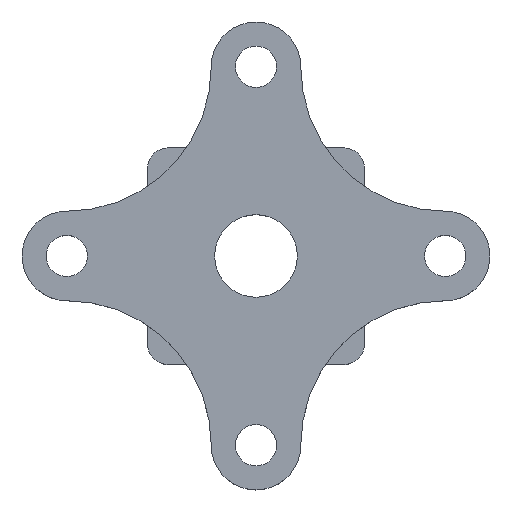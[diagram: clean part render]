
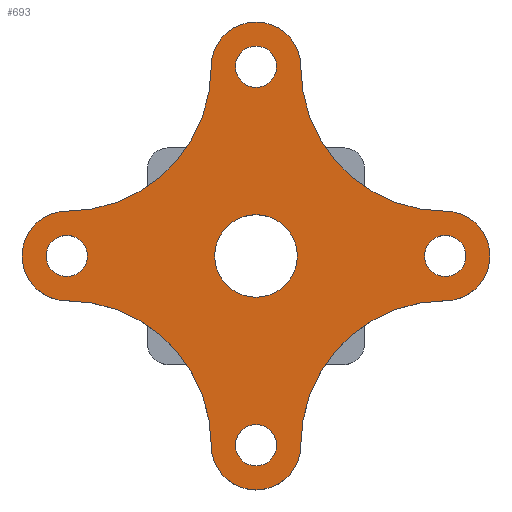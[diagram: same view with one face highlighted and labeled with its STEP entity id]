
A CAD part, top view. The second image highlights one B-rep face of the part: STEP entity #693.
In plain terms, the highlighted planar face has unit normal (0, 0, 1).
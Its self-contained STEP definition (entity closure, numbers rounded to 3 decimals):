
#55=FACE_BOUND('',#152,.T.);
#56=FACE_BOUND('',#153,.T.);
#57=FACE_BOUND('',#154,.T.);
#58=FACE_BOUND('',#155,.T.);
#59=FACE_BOUND('',#156,.T.);
#101=FACE_OUTER_BOUND('',#151,.T.);
#151=EDGE_LOOP('',(#619,#620,#621,#622,#623,#624,#625,#626));
#152=EDGE_LOOP('',(#627));
#153=EDGE_LOOP('',(#628));
#154=EDGE_LOOP('',(#629));
#155=EDGE_LOOP('',(#630));
#156=EDGE_LOOP('',(#631));
#197=CIRCLE('',#767,42.);
#199=CIRCLE('',#770,13.);
#201=CIRCLE('',#773,42.);
#203=CIRCLE('',#776,13.);
#205=CIRCLE('',#779,42.);
#207=CIRCLE('',#782,13.);
#209=CIRCLE('',#785,42.);
#210=CIRCLE('',#787,6.);
#212=CIRCLE('',#790,6.);
#214=CIRCLE('',#793,6.);
#216=CIRCLE('',#796,6.);
#219=CIRCLE('',#800,13.);
#220=CIRCLE('',#802,12.);
#334=VERTEX_POINT('',#1166);
#335=VERTEX_POINT('',#1168);
#337=VERTEX_POINT('',#1174);
#339=VERTEX_POINT('',#1180);
#341=VERTEX_POINT('',#1186);
#343=VERTEX_POINT('',#1192);
#345=VERTEX_POINT('',#1198);
#347=VERTEX_POINT('',#1204);
#348=VERTEX_POINT('',#1208);
#350=VERTEX_POINT('',#1214);
#352=VERTEX_POINT('',#1220);
#354=VERTEX_POINT('',#1226);
#356=VERTEX_POINT('',#1235);
#417=EDGE_CURVE('',#334,#335,#197,.T.);
#421=EDGE_CURVE('',#334,#337,#199,.T.);
#424=EDGE_CURVE('',#339,#337,#201,.T.);
#427=EDGE_CURVE('',#339,#341,#203,.T.);
#430=EDGE_CURVE('',#343,#341,#205,.T.);
#433=EDGE_CURVE('',#343,#345,#207,.T.);
#436=EDGE_CURVE('',#347,#345,#209,.T.);
#437=EDGE_CURVE('',#348,#348,#210,.T.);
#440=EDGE_CURVE('',#350,#350,#212,.T.);
#443=EDGE_CURVE('',#352,#352,#214,.T.);
#446=EDGE_CURVE('',#354,#354,#216,.T.);
#450=EDGE_CURVE('',#347,#335,#219,.T.);
#451=EDGE_CURVE('',#356,#356,#220,.T.);
#619=ORIENTED_EDGE('',*,*,#417,.F.);
#620=ORIENTED_EDGE('',*,*,#421,.T.);
#621=ORIENTED_EDGE('',*,*,#424,.F.);
#622=ORIENTED_EDGE('',*,*,#427,.T.);
#623=ORIENTED_EDGE('',*,*,#430,.F.);
#624=ORIENTED_EDGE('',*,*,#433,.T.);
#625=ORIENTED_EDGE('',*,*,#436,.F.);
#626=ORIENTED_EDGE('',*,*,#450,.T.);
#627=ORIENTED_EDGE('',*,*,#446,.F.);
#628=ORIENTED_EDGE('',*,*,#443,.F.);
#629=ORIENTED_EDGE('',*,*,#440,.F.);
#630=ORIENTED_EDGE('',*,*,#437,.F.);
#631=ORIENTED_EDGE('',*,*,#451,.F.);
#655=PLANE('',#803);
#693=ADVANCED_FACE('',(#101,#55,#56,#57,#58,#59),#655,.T.);
#767=AXIS2_PLACEMENT_3D('',#1169,#947,#948);
#770=AXIS2_PLACEMENT_3D('',#1176,#955,#956);
#773=AXIS2_PLACEMENT_3D('',#1182,#962,#963);
#776=AXIS2_PLACEMENT_3D('',#1188,#969,#970);
#779=AXIS2_PLACEMENT_3D('',#1194,#976,#977);
#782=AXIS2_PLACEMENT_3D('',#1200,#983,#984);
#785=AXIS2_PLACEMENT_3D('',#1206,#990,#991);
#787=AXIS2_PLACEMENT_3D('',#1209,#994,#995);
#790=AXIS2_PLACEMENT_3D('',#1215,#1001,#1002);
#793=AXIS2_PLACEMENT_3D('',#1221,#1008,#1009);
#796=AXIS2_PLACEMENT_3D('',#1227,#1015,#1016);
#800=AXIS2_PLACEMENT_3D('',#1233,#1024,#1025);
#802=AXIS2_PLACEMENT_3D('',#1236,#1028,#1029);
#803=AXIS2_PLACEMENT_3D('',#1238,#1031,#1032);
#947=DIRECTION('center_axis',(0.,0.,1.));
#948=DIRECTION('ref_axis',(1.,0.,0.));
#955=DIRECTION('center_axis',(0.,0.,1.));
#956=DIRECTION('ref_axis',(1.,0.,0.));
#962=DIRECTION('center_axis',(0.,0.,1.));
#963=DIRECTION('ref_axis',(1.,0.,0.));
#969=DIRECTION('center_axis',(0.,0.,1.));
#970=DIRECTION('ref_axis',(1.,0.,0.));
#976=DIRECTION('center_axis',(0.,0.,1.));
#977=DIRECTION('ref_axis',(1.,0.,0.));
#983=DIRECTION('center_axis',(0.,0.,1.));
#984=DIRECTION('ref_axis',(1.,0.,0.));
#990=DIRECTION('center_axis',(0.,0.,1.));
#991=DIRECTION('ref_axis',(1.,0.,0.));
#994=DIRECTION('center_axis',(0.,0.,1.));
#995=DIRECTION('ref_axis',(1.,0.,0.));
#1001=DIRECTION('center_axis',(0.,0.,1.));
#1002=DIRECTION('ref_axis',(1.,0.,0.));
#1008=DIRECTION('center_axis',(0.,0.,1.));
#1009=DIRECTION('ref_axis',(1.,0.,0.));
#1015=DIRECTION('center_axis',(0.,0.,1.));
#1016=DIRECTION('ref_axis',(1.,0.,0.));
#1024=DIRECTION('center_axis',(0.,0.,1.));
#1025=DIRECTION('ref_axis',(1.,0.,0.));
#1028=DIRECTION('center_axis',(0.,0.,1.));
#1029=DIRECTION('ref_axis',(1.,0.,0.));
#1031=DIRECTION('center_axis',(0.,0.,1.));
#1032=DIRECTION('ref_axis',(1.,0.,0.));
#1166=CARTESIAN_POINT('',(-55.,13.,-601.));
#1168=CARTESIAN_POINT('',(-13.,55.,-601.));
#1169=CARTESIAN_POINT('Origin',(-55.,55.,-601.));
#1174=CARTESIAN_POINT('',(-55.,-13.,-601.));
#1176=CARTESIAN_POINT('Origin',(-55.,0.,-601.));
#1180=CARTESIAN_POINT('',(-13.,-55.,-601.));
#1182=CARTESIAN_POINT('Origin',(-55.,-55.,-601.));
#1186=CARTESIAN_POINT('',(13.,-55.,-601.));
#1188=CARTESIAN_POINT('Origin',(0.,-55.,-601.));
#1192=CARTESIAN_POINT('',(55.,-13.,-601.));
#1194=CARTESIAN_POINT('Origin',(55.,-55.,-601.));
#1198=CARTESIAN_POINT('',(55.,13.,-601.));
#1200=CARTESIAN_POINT('Origin',(55.,0.,-601.));
#1204=CARTESIAN_POINT('',(13.,55.,-601.));
#1206=CARTESIAN_POINT('Origin',(55.,55.,-601.));
#1208=CARTESIAN_POINT('',(6.,55.,-601.));
#1209=CARTESIAN_POINT('Origin',(0.,55.,-601.));
#1214=CARTESIAN_POINT('',(61.,0.,-601.));
#1215=CARTESIAN_POINT('Origin',(55.,0.,-601.));
#1220=CARTESIAN_POINT('',(6.,-55.,-601.));
#1221=CARTESIAN_POINT('Origin',(0.,-55.,-601.));
#1226=CARTESIAN_POINT('',(-49.,0.,-601.));
#1227=CARTESIAN_POINT('Origin',(-55.,0.,-601.));
#1233=CARTESIAN_POINT('Origin',(0.,55.,-601.));
#1235=CARTESIAN_POINT('',(12.,0.,-601.));
#1236=CARTESIAN_POINT('Origin',(0.,0.,
-601.));
#1238=CARTESIAN_POINT('Origin',(0.,0.,
-601.));
